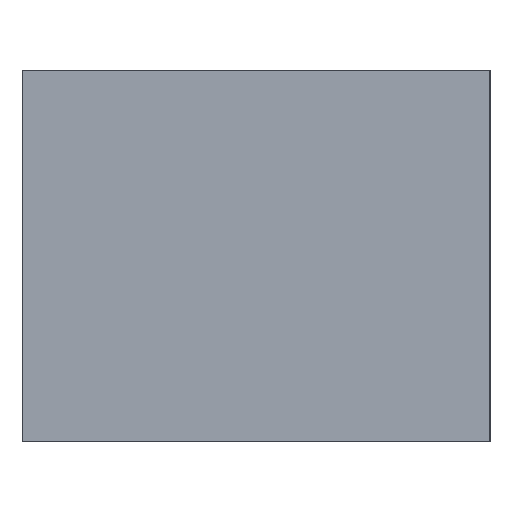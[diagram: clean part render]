
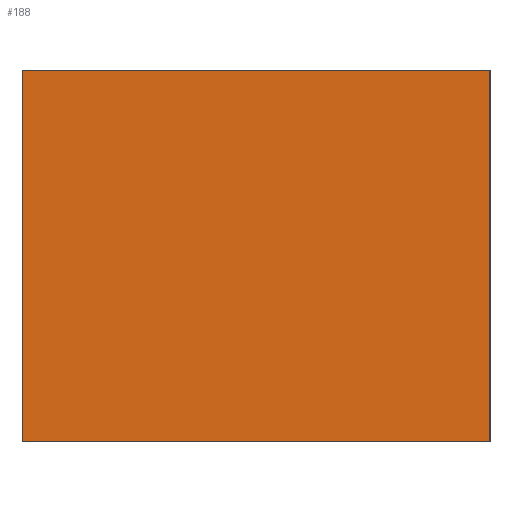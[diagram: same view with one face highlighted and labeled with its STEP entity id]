
A CAD part, left-side view. The second image highlights one B-rep face of the part: STEP entity #188.
In plain terms, the highlighted planar face has unit normal (-1, 0, 0).
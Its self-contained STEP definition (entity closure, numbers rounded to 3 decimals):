
#21=PLANE('',#227);
#31=FACE_OUTER_BOUND('',#43,.T.);
#43=EDGE_LOOP('',(#154,#155,#156,#157));
#58=LINE('',#317,#76);
#61=LINE('',#323,#79);
#62=LINE('',#325,#80);
#63=LINE('',#326,#81);
#76=VECTOR('',#264,10.);
#79=VECTOR('',#269,10.);
#80=VECTOR('',#270,10.);
#81=VECTOR('',#271,10.);
#103=VERTEX_POINT('',#314);
#104=VERTEX_POINT('',#316);
#106=VERTEX_POINT('',#322);
#107=VERTEX_POINT('',#324);
#122=EDGE_CURVE('',#104,#103,#58,.T.);
#125=EDGE_CURVE('',#103,#106,#61,.T.);
#126=EDGE_CURVE('',#107,#106,#62,.T.);
#127=EDGE_CURVE('',#104,#107,#63,.T.);
#154=ORIENTED_EDGE('',*,*,#125,.T.);
#155=ORIENTED_EDGE('',*,*,#126,.F.);
#156=ORIENTED_EDGE('',*,*,#127,.F.);
#157=ORIENTED_EDGE('',*,*,#122,.T.);
#188=ADVANCED_FACE('',(#31),#21,.T.);
#227=AXIS2_PLACEMENT_3D('',#321,#267,#268);
#264=DIRECTION('',(0.,0.,-1.));
#267=DIRECTION('center_axis',(-1.,0.,0.));
#268=DIRECTION('ref_axis',(0.,1.,0.));
#269=DIRECTION('',(0.,-1.,0.));
#270=DIRECTION('',(0.,0.,-1.));
#271=DIRECTION('',(0.,-1.,0.));
#314=CARTESIAN_POINT('',(0.,28.7,-12.7));
#316=CARTESIAN_POINT('',(0.,28.7,0.));
#317=CARTESIAN_POINT('',(0.,28.7,0.));
#321=CARTESIAN_POINT('Origin',(0.,12.7,0.));
#322=CARTESIAN_POINT('',(0.,12.7,-12.7));
#323=CARTESIAN_POINT('',(0.,16.7,-12.7));
#324=CARTESIAN_POINT('',(0.,12.7,0.));
#325=CARTESIAN_POINT('',(0.,12.7,0.));
#326=CARTESIAN_POINT('',(0.,28.7,0.));
